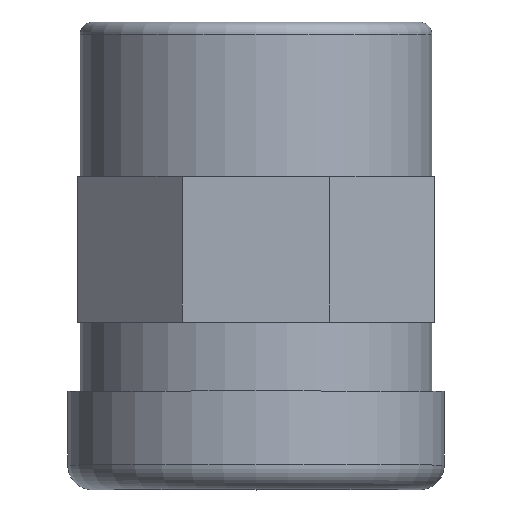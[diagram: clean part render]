
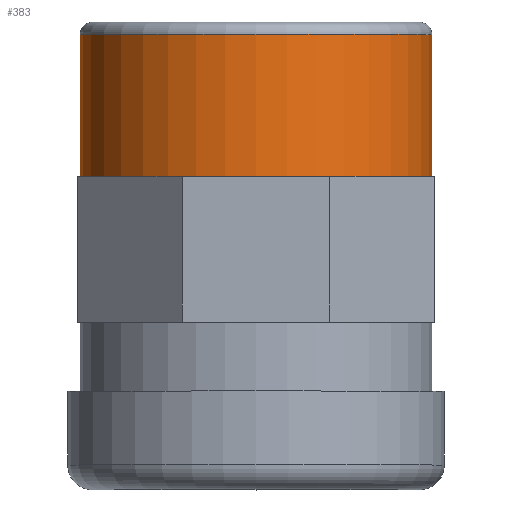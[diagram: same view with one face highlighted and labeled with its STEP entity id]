
A CAD part, top view. The second image highlights one B-rep face of the part: STEP entity #383.
In plain terms, the highlighted cylindrical face has radius 14.3 mm (diameter 28.6 mm), a full revolution.
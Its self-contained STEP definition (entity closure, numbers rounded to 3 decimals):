
#89=FACE_BOUND($,#141,.T.);
#109=FACE_OUTER_BOUND($,#140,.T.);
#140=EDGE_LOOP($,(#285));
#141=EDGE_LOOP($,(#286));
#187=CIRCLE($,#420,14.3);
#188=CIRCLE($,#421,14.3);
#206=VERTEX_POINT($,#594);
#207=VERTEX_POINT($,#596);
#241=EDGE_CURVE($,#206,#206,#187,.T.);
#242=EDGE_CURVE($,#207,#207,#188,.T.);
#285=ORIENTED_EDGE($,*,*,#241,.T.);
#286=ORIENTED_EDGE($,*,*,#242,.F.);
#367=CYLINDRICAL_SURFACE($,#419,14.3);
#383=ADVANCED_FACE($,(#109,#89),#367,.T.);
#419=AXIS2_PLACEMENT_3D($,#593,#476,#477);
#420=AXIS2_PLACEMENT_3D($,#595,#478,#479);
#421=AXIS2_PLACEMENT_3D($,#597,#480,#481);
#476=DIRECTION('center_axis',(0.,-1.,0.));
#477=DIRECTION('ref_axis',(1.,0.,0.));
#478=DIRECTION('center_axis',(0.,-1.,0.));
#479=DIRECTION('ref_axis',(1.,0.,0.));
#480=DIRECTION('center_axis',(0.,-1.,0.));
#481=DIRECTION('ref_axis',(1.,0.,0.));
#593=CARTESIAN_POINT('Origin',(1392.942,1335.549,0.));
#594=CARTESIAN_POINT('',(1392.942,1341.317,14.3));
#595=CARTESIAN_POINT('Origin',(1392.942,1341.317,0.));
#596=CARTESIAN_POINT('',(1378.642,1329.781,0.));
#597=CARTESIAN_POINT('Origin',(1392.942,1329.781,0.));
